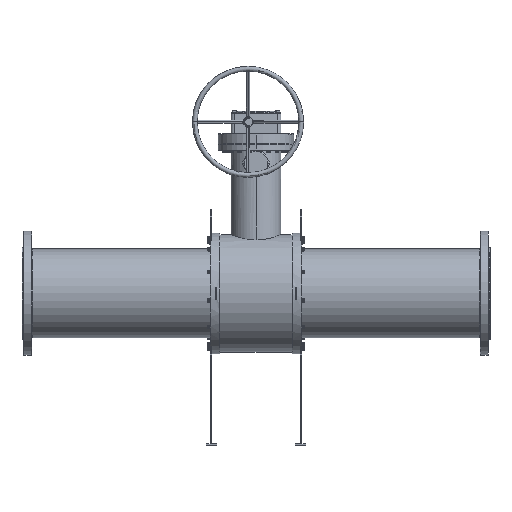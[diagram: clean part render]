
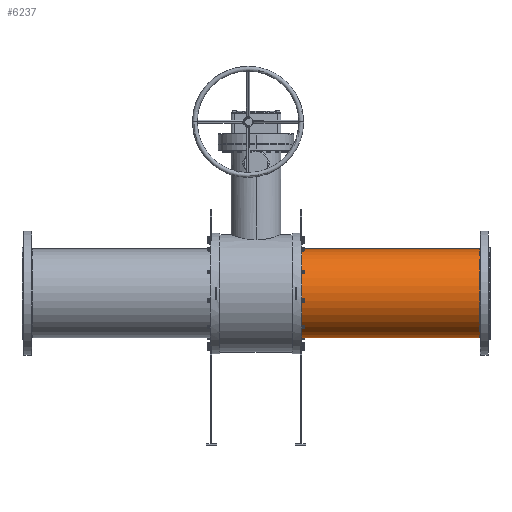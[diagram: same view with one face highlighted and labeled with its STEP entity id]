
A CAD part, top view. The second image highlights one B-rep face of the part: STEP entity #6237.
In plain terms, the highlighted cylindrical face has radius 280 mm (diameter 560 mm), a partial arc.
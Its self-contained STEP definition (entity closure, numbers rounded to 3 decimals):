
#101 = VECTOR ( 'NONE', #25313, 1000. ) ;
#2679 = DIRECTION ( 'NONE',  ( -1., 0., 0. ) ) ;
#2805 = LINE ( 'NONE', #6904, #11296 ) ;
#3471 = AXIS2_PLACEMENT_3D ( 'NONE', #5004, #13922, #11723 ) ;
#5004 = CARTESIAN_POINT ( 'NONE',  ( 287.5, 0., 0. ) ) ;
#5122 = LINE ( 'NONE', #14035, #101 ) ;
#5215 = CARTESIAN_POINT ( 'NONE',  ( 1410., 0., 0. ) ) ;
#6237 = ADVANCED_FACE ( 'NONE', ( #7070 ), #16117, .T. ) ;
#6904 = CARTESIAN_POINT ( 'NONE',  ( -1475., -280., 0. ) ) ;
#7070 = FACE_OUTER_BOUND ( 'NONE', #22448, .T. ) ;
#8444 = ORIENTED_EDGE ( 'NONE', *, *, #12957, .F. ) ;
#9400 = CARTESIAN_POINT ( 'NONE',  ( -1475., 0., 0. ) ) ;
#10873 = CARTESIAN_POINT ( 'NONE',  ( 287.5, -280., 0. ) ) ;
#11296 = VECTOR ( 'NONE', #27095, 1000. ) ;
#11594 = DIRECTION ( 'NONE',  ( 0., -1., 0. ) ) ;
#11723 = DIRECTION ( 'NONE',  ( 0., 0., -1. ) ) ;
#12957 = EDGE_CURVE ( 'NONE', #13176, #27536, #2805, .T. ) ;
#13176 = VERTEX_POINT ( 'NONE', #14787 ) ;
#13922 = DIRECTION ( 'NONE',  ( 1., 0., 0. ) ) ;
#14035 = CARTESIAN_POINT ( 'NONE',  ( -1475., 280., 0. ) ) ;
#14139 = DIRECTION ( 'NONE',  ( 0., 1., 0. ) ) ;
#14787 = CARTESIAN_POINT ( 'NONE',  ( 1410., -280., 0. ) ) ;
#14944 = CARTESIAN_POINT ( 'NONE',  ( 1410., 280., 0. ) ) ;
#15819 = CARTESIAN_POINT ( 'NONE',  ( 287.5, 280., 0. ) ) ;
#16117 = CYLINDRICAL_SURFACE ( 'NONE', #23963, 280. ) ;
#16212 = VERTEX_POINT ( 'NONE', #15819 ) ;
#16538 = EDGE_CURVE ( 'NONE', #16212, #27536, #17002, .T. ) ;
#17002 = CIRCLE ( 'NONE', #3471, 280. ) ;
#17074 = ORIENTED_EDGE ( 'NONE', *, *, #20355, .T. ) ;
#17710 = AXIS2_PLACEMENT_3D ( 'NONE', #5215, #22618, #14139 ) ;
#19174 = EDGE_CURVE ( 'NONE', #25532, #16212, #5122, .T. ) ;
#20355 = EDGE_CURVE ( 'NONE', #13176, #25532, #26615, .T. ) ;
#21889 = ORIENTED_EDGE ( 'NONE', *, *, #19174, .T. ) ;
#22448 = EDGE_LOOP ( 'NONE', ( #17074, #21889, #27418, #8444 ) ) ;
#22618 = DIRECTION ( 'NONE',  ( -1., 0., 0. ) ) ;
#23963 = AXIS2_PLACEMENT_3D ( 'NONE', #9400, #2679, #11594 ) ;
#25313 = DIRECTION ( 'NONE',  ( -1., 0., 0. ) ) ;
#25532 = VERTEX_POINT ( 'NONE', #14944 ) ;
#26615 = CIRCLE ( 'NONE', #17710, 280. ) ;
#27095 = DIRECTION ( 'NONE',  ( -1., 0., 0. ) ) ;
#27418 = ORIENTED_EDGE ( 'NONE', *, *, #16538, .T. ) ;
#27536 = VERTEX_POINT ( 'NONE', #10873 ) ;
